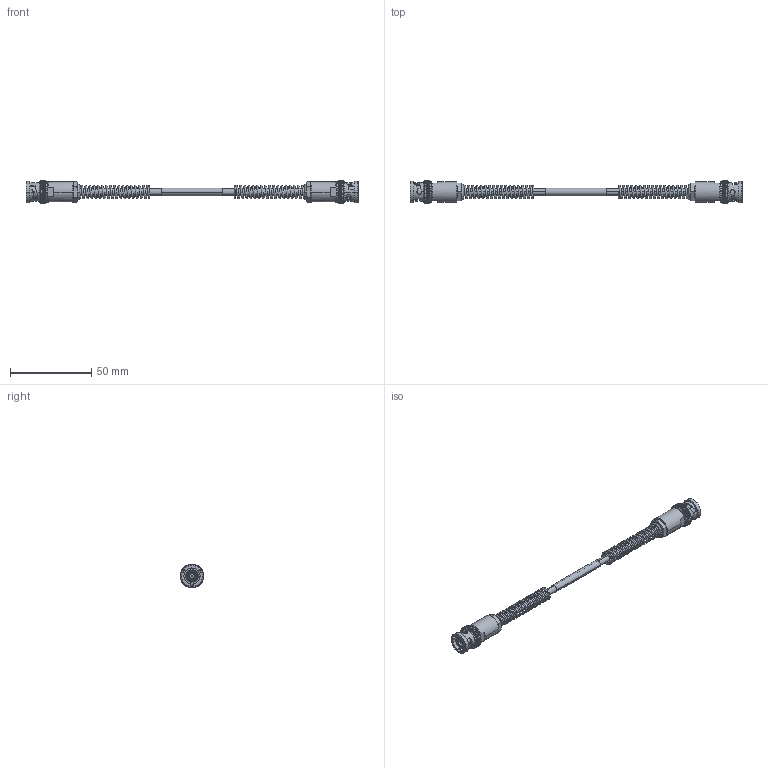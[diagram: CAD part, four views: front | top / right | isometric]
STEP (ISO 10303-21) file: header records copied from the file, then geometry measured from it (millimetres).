
FILE_DESCRIPTION (( 'STEP AP214' ), '1' );
FILE_NAME ('FM3MSA00475_3D.step', '2023-08-28T16:52:02', ( '' ), ( '' ), 'SwSTEP 2.0', 'SolidWorks 2022', '' );
FILE_SCHEMA (( 'AUTOMOTIVE_DESIGN' ));
Length unit declared in the file: inch
Products named in the file (12): Copy of 10-06033-XXX-MA1^FMCN10-06033-231; FM3MSA00475_3D; Copy of 10-06033-XXX-MA2(S)^FMCN10-06033-231; Copy of 10-06033-XXX-MA3^FMCN10-06033-231; Copy of 10-06033-XXX-MA5^FMCN10-06033-231; Copy of 10-06033-XXX-MA6^FMCN10-06033-231; Copy of 10-06033-XXX-MA4^FMCN10-06033-231; 30-02003_2_7"; FMCN10-06033-231; Copy of 10-06033-XXX-MA8^FMCN10-06033-231; Copy of 10-06033-XXX-MA7^FMCN10-06033-231; 1AW01-003_.182 ID x 1.5" long
Assembly tree (12 placements, depth 3):
  FM3MSA00475_3D
    30-02003_2_7"
    1AW01-003_.182 ID x 1.5" long
    FMCN10-06033-231  x2
      Copy of 10-06033-XXX-MA1^FMCN10-06033-231
      Copy of 10-06033-XXX-MA2(S)^FMCN10-06033-231
      Copy of 10-06033-XXX-MA3^FMCN10-06033-231
      Copy of 10-06033-XXX-MA4^FMCN10-06033-231
      Copy of 10-06033-XXX-MA5^FMCN10-06033-231
      Copy of 10-06033-XXX-MA6^FMCN10-06033-231
      Copy of 10-06033-XXX-MA7^FMCN10-06033-231
      Copy of 10-06033-XXX-MA8^FMCN10-06033-231
Bounding box: 204.56 x 14.49 x 14.49 mm (x, y, z)
Volume: 9219.2 mm3; surface area: 15855.2 mm2
Topology: 20 solids, 20 shells, 1598 faces, 4430 edges, 2900 vertices
Faces by surface type: cylinder 844, torus 384, plane 224, cone 112, bspline 34
Entity records: 35621 total; most frequent: CARTESIAN_POINT 14301, ORIENTED_EDGE 4444, DIRECTION 4324, EDGE_CURVE 2222, AXIS2_PLACEMENT_3D 1859, VERTEX_POINT 1456, CIRCLE 1056, EDGE_LOOP 848
